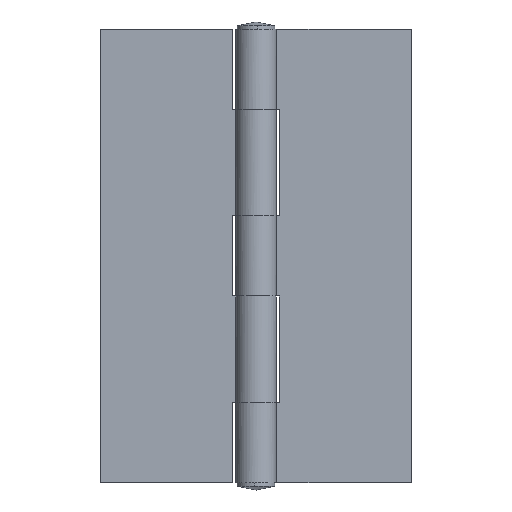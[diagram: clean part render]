
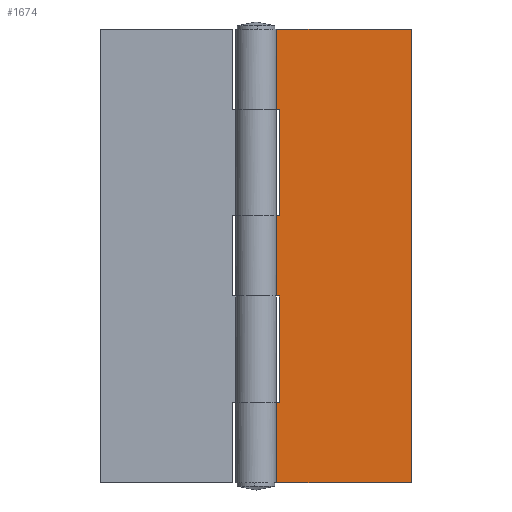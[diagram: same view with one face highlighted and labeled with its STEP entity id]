
A CAD part, front view. The second image highlights one B-rep face of the part: STEP entity #1674.
In plain terms, the highlighted free-form (B-spline) face has degree [1, 1] with [2, 2] control points.
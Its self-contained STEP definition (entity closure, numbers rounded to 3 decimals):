
#1269=CARTESIAN_POINT('',(2.651,0.9,84.));
#1270=VERTEX_POINT('',#1269);
#1305=CARTESIAN_POINT('',(2.651,0.9,102.));
#1306=VERTEX_POINT('',#1305);
#1307=CARTESIAN_POINT('',(2.651,0.9,102.));
#1308=CARTESIAN_POINT('',(2.651,0.9,84.));
#1309=QUASI_UNIFORM_CURVE('',1,(#1307,#1308),.UNSPECIFIED.,.F.,.U.);
#1310=EDGE_CURVE('',#1306,#1270,#1309,.T.);
#1418=CARTESIAN_POINT('',(2.651,0.9,42.));
#1419=VERTEX_POINT('',#1418);
#1451=CARTESIAN_POINT('',(2.651,0.9,60.));
#1452=VERTEX_POINT('',#1451);
#1453=CARTESIAN_POINT('',(2.651,0.9,60.));
#1454=CARTESIAN_POINT('',(2.651,0.9,42.));
#1455=QUASI_UNIFORM_CURVE('',1,(#1453,#1454),.UNSPECIFIED.,.F.,.U.);
#1456=EDGE_CURVE('',#1452,#1419,#1455,.T.);
#1521=CARTESIAN_POINT('',(2.651,0.9,18.));
#1522=VERTEX_POINT('',#1521);
#1564=CARTESIAN_POINT('',(2.651,0.9,0.0));
#1565=VERTEX_POINT('',#1564);
#1599=CARTESIAN_POINT('',(2.651,0.9,18.));
#1600=CARTESIAN_POINT('',(2.651,0.9,0.0));
#1601=QUASI_UNIFORM_CURVE('',1,(#1599,#1600),.UNSPECIFIED.,.F.,.U.);
#1602=EDGE_CURVE('',#1522,#1565,#1601,.T.);
#1607=CARTESIAN_POINT('',(1.036,0.9,107.095));
#1608=CARTESIAN_POINT('',(1.036,0.9,-5.095));
#1609=CARTESIAN_POINT('',(36.616,0.9,107.095));
#1610=CARTESIAN_POINT('',(36.616,0.9,-5.095));
#1611=B_SPLINE_SURFACE_WITH_KNOTS('',1,1,((#1607,#1609),(#1608,#1610)),.UNSPECIFIED.,.F.,.F.,.U.,(2,2),(2,2),(0.0,112.19),(0.0,35.58),.UNSPECIFIED.);
#1612=CARTESIAN_POINT('',(5.2,0.9,42.));
#1613=VERTEX_POINT('',#1612);
#1614=CARTESIAN_POINT('',(5.2,0.9,18.));
#1615=VERTEX_POINT('',#1614);
#1616=CARTESIAN_POINT('',(5.2,0.9,42.));
#1617=CARTESIAN_POINT('',(5.2,0.9,18.));
#1618=QUASI_UNIFORM_CURVE('',1,(#1616,#1617),.UNSPECIFIED.,.F.,.U.);
#1619=EDGE_CURVE('',#1613,#1615,#1618,.T.);
#1620=ORIENTED_EDGE('',*,*,#1619,.T.);
#1621=CARTESIAN_POINT('',(5.2,0.9,18.));
#1622=CARTESIAN_POINT('',(2.651,0.9,18.));
#1623=QUASI_UNIFORM_CURVE('',1,(#1621,#1622),.UNSPECIFIED.,.F.,.U.);
#1624=EDGE_CURVE('',#1615,#1522,#1623,.T.);
#1625=ORIENTED_EDGE('',*,*,#1624,.T.);
#1626=ORIENTED_EDGE('',*,*,#1602,.T.);
#1627=CARTESIAN_POINT('',(35.0,0.9,0.0));
#1628=VERTEX_POINT('',#1627);
#1629=CARTESIAN_POINT('',(35.0,0.9,0.0));
#1630=CARTESIAN_POINT('',(2.651,0.9,0.0));
#1631=QUASI_UNIFORM_CURVE('',1,(#1629,#1630),.UNSPECIFIED.,.F.,.U.);
#1632=EDGE_CURVE('',#1628,#1565,#1631,.T.);
#1633=ORIENTED_EDGE('',*,*,#1632,.F.);
#1634=CARTESIAN_POINT('',(35.0,0.9,102.));
#1635=VERTEX_POINT('',#1634);
#1636=CARTESIAN_POINT('',(35.0,0.9,102.));
#1637=CARTESIAN_POINT('',(35.0,0.9,0.0));
#1638=QUASI_UNIFORM_CURVE('',1,(#1636,#1637),.UNSPECIFIED.,.F.,.U.);
#1639=EDGE_CURVE('',#1635,#1628,#1638,.T.);
#1640=ORIENTED_EDGE('',*,*,#1639,.F.);
#1641=CARTESIAN_POINT('',(35.0,0.9,102.));
#1642=CARTESIAN_POINT('',(2.651,0.9,102.));
#1643=QUASI_UNIFORM_CURVE('',1,(#1641,#1642),.UNSPECIFIED.,.F.,.U.);
#1644=EDGE_CURVE('',#1635,#1306,#1643,.T.);
#1645=ORIENTED_EDGE('',*,*,#1644,.T.);
#1646=ORIENTED_EDGE('',*,*,#1310,.T.);
#1647=CARTESIAN_POINT('',(5.2,0.9,84.));
#1648=VERTEX_POINT('',#1647);
#1649=CARTESIAN_POINT('',(2.651,0.9,84.));
#1650=CARTESIAN_POINT('',(5.2,0.9,84.));
#1651=QUASI_UNIFORM_CURVE('',1,(#1649,#1650),.UNSPECIFIED.,.F.,.U.);
#1652=EDGE_CURVE('',#1270,#1648,#1651,.T.);
#1653=ORIENTED_EDGE('',*,*,#1652,.T.);
#1654=CARTESIAN_POINT('',(5.2,0.9,60.));
#1655=VERTEX_POINT('',#1654);
#1656=CARTESIAN_POINT('',(5.2,0.9,84.));
#1657=CARTESIAN_POINT('',(5.2,0.9,60.));
#1658=QUASI_UNIFORM_CURVE('',1,(#1656,#1657),.UNSPECIFIED.,.F.,.U.);
#1659=EDGE_CURVE('',#1648,#1655,#1658,.T.);
#1660=ORIENTED_EDGE('',*,*,#1659,.T.);
#1661=CARTESIAN_POINT('',(5.2,0.9,60.));
#1662=CARTESIAN_POINT('',(2.651,0.9,60.));
#1663=QUASI_UNIFORM_CURVE('',1,(#1661,#1662),.UNSPECIFIED.,.F.,.U.);
#1664=EDGE_CURVE('',#1655,#1452,#1663,.T.);
#1665=ORIENTED_EDGE('',*,*,#1664,.T.);
#1666=ORIENTED_EDGE('',*,*,#1456,.T.);
#1667=CARTESIAN_POINT('',(2.651,0.9,42.));
#1668=CARTESIAN_POINT('',(5.2,0.9,42.));
#1669=QUASI_UNIFORM_CURVE('',1,(#1667,#1668),.UNSPECIFIED.,.F.,.U.);
#1670=EDGE_CURVE('',#1419,#1613,#1669,.T.);
#1671=ORIENTED_EDGE('',*,*,#1670,.T.);
#1672=EDGE_LOOP('',(#1620,#1625,#1626,#1633,#1640,#1645,#1646,#1653,#1660,#1665,#1666,#1671));
#1673=FACE_OUTER_BOUND('',#1672,.T.);
#1674=ADVANCED_FACE('',(#1673),#1611,.T.);
